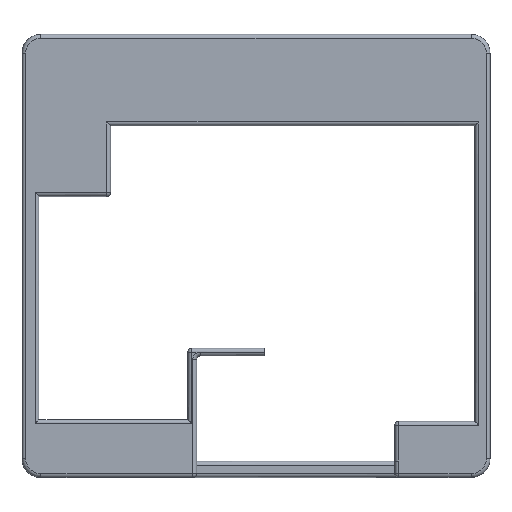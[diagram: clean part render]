
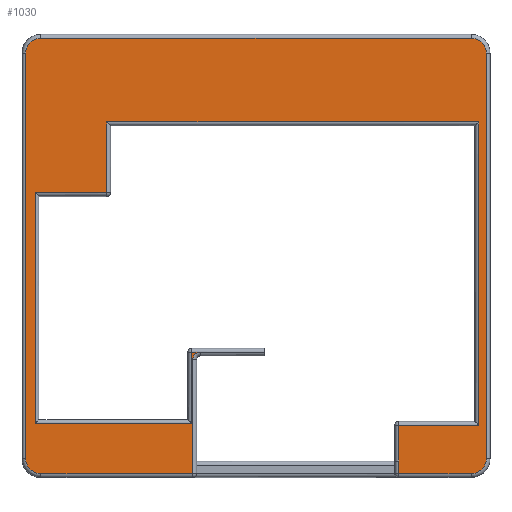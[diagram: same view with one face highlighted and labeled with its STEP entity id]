
A CAD part, top view. The second image highlights one B-rep face of the part: STEP entity #1030.
In plain terms, the highlighted planar face has unit normal (0, 0, 1).
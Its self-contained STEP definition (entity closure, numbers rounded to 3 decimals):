
#842=CARTESIAN_POINT('',(0.,0.,14.51));
#843=DIRECTION('',(0.,0.,1.));
#844=DIRECTION('',(1.,0.,0.));
#845=AXIS2_PLACEMENT_3D('',#842,#843,#844);
#846=PLANE('',#845);
#847=CARTESIAN_POINT('',(151.25,4.779,14.51));
#848=VERTEX_POINT('',#847);
#849=CARTESIAN_POINT('',(191.58,4.779,14.51));
#850=VERTEX_POINT('',#849);
#851=CARTESIAN_POINT('',(151.25,4.779,14.51));
#852=DIRECTION('',(1.,0.,-0.));
#853=VECTOR('',#852,40.33);
#854=LINE('',#851,#853);
#855=EDGE_CURVE('',#848,#850,#854,.T.);
#856=ORIENTED_EDGE('',*,*,#855,.T.);
#857=CARTESIAN_POINT('',(191.58,35.06,14.51));
#858=VERTEX_POINT('',#857);
#859=CARTESIAN_POINT('',(191.58,4.779,14.51));
#860=DIRECTION('',(0.,1.,-0.));
#861=VECTOR('',#860,30.281);
#862=LINE('',#859,#861);
#863=EDGE_CURVE('',#850,#858,#862,.T.);
#864=ORIENTED_EDGE('',*,*,#863,.T.);
#865=CARTESIAN_POINT('',(193.58,37.06,14.51));
#866=VERTEX_POINT('',#865);
#867=CARTESIAN_POINT('',(193.58,35.06,14.51));
#868=DIRECTION('',(-0.,-0.,-1.));
#869=DIRECTION('',(0.,-1.,0.));
#870=AXIS2_PLACEMENT_3D('',#867,#868,#869);
#871=CIRCLE('',#870,2.);
#872=EDGE_CURVE('',#858,#866,#871,.T.);
#873=ORIENTED_EDGE('',*,*,#872,.T.);
#874=CARTESIAN_POINT('',(191.28,37.06,14.51));
#875=VERTEX_POINT('',#874);
#876=CARTESIAN_POINT('',(193.58,37.06,14.51));
#877=DIRECTION('',(-1.,0.,0.));
#878=VECTOR('',#877,2.3);
#879=LINE('',#876,#878);
#880=EDGE_CURVE('',#866,#875,#879,.T.);
#881=ORIENTED_EDGE('',*,*,#880,.T.);
#882=CARTESIAN_POINT('',(191.28,18.153,14.51));
#883=VERTEX_POINT('',#882);
#884=CARTESIAN_POINT('',(191.28,37.06,14.51));
#885=DIRECTION('',(0.,-1.,0.));
#886=VECTOR('',#885,18.907);
#887=LINE('',#884,#886);
#888=EDGE_CURVE('',#875,#883,#887,.T.);
#889=ORIENTED_EDGE('',*,*,#888,.T.);
#890=CARTESIAN_POINT('',(149.75,18.153,14.51));
#891=VERTEX_POINT('',#890);
#892=CARTESIAN_POINT('',(191.28,18.153,14.51));
#893=DIRECTION('',(-1.,0.,-0.));
#894=VECTOR('',#893,41.53);
#895=LINE('',#892,#894);
#896=EDGE_CURVE('',#883,#891,#895,.T.);
#897=ORIENTED_EDGE('',*,*,#896,.T.);
#898=CARTESIAN_POINT('',(149.75,79.543,14.51));
#899=VERTEX_POINT('',#898);
#900=CARTESIAN_POINT('',(149.75,18.153,14.51));
#901=DIRECTION('',(0.,1.,-0.));
#902=VECTOR('',#901,61.39);
#903=LINE('',#900,#902);
#904=EDGE_CURVE('',#891,#899,#903,.T.);
#905=ORIENTED_EDGE('',*,*,#904,.T.);
#906=CARTESIAN_POINT('',(168.75,79.543,14.51));
#907=VERTEX_POINT('',#906);
#908=CARTESIAN_POINT('',(149.75,79.543,14.51));
#909=DIRECTION('',(1.,-0.,-0.));
#910=VECTOR('',#909,19.);
#911=LINE('',#908,#910);
#912=EDGE_CURVE('',#899,#907,#911,.T.);
#913=ORIENTED_EDGE('',*,*,#912,.T.);
#914=CARTESIAN_POINT('',(168.75,98.13,14.51));
#915=VERTEX_POINT('',#914);
#916=CARTESIAN_POINT('',(168.75,79.543,14.51));
#917=DIRECTION('',(0.,1.,-0.));
#918=VECTOR('',#917,18.587);
#919=LINE('',#916,#918);
#920=EDGE_CURVE('',#907,#915,#919,.T.);
#921=ORIENTED_EDGE('',*,*,#920,.T.);
#922=CARTESIAN_POINT('',(267.463,98.13,14.51));
#923=VERTEX_POINT('',#922);
#924=CARTESIAN_POINT('',(168.75,98.13,14.51));
#925=DIRECTION('',(1.,0.,-0.));
#926=VECTOR('',#925,98.713);
#927=LINE('',#924,#926);
#928=EDGE_CURVE('',#915,#923,#927,.T.);
#929=ORIENTED_EDGE('',*,*,#928,.T.);
#930=CARTESIAN_POINT('',(267.463,17.653,14.51));
#931=VERTEX_POINT('',#930);
#932=CARTESIAN_POINT('',(267.463,98.13,14.51));
#933=DIRECTION('',(0.,-1.,0.));
#934=VECTOR('',#933,80.477);
#935=LINE('',#932,#934);
#936=EDGE_CURVE('',#923,#931,#935,.T.);
#937=ORIENTED_EDGE('',*,*,#936,.T.);
#938=CARTESIAN_POINT('',(246.199,17.653,14.51));
#939=VERTEX_POINT('',#938);
#940=CARTESIAN_POINT('',(267.463,17.653,14.51));
#941=DIRECTION('',(-1.,0.,-0.));
#942=VECTOR('',#941,21.264);
#943=LINE('',#940,#942);
#944=EDGE_CURVE('',#931,#939,#943,.T.);
#945=ORIENTED_EDGE('',*,*,#944,.T.);
#946=CARTESIAN_POINT('',(246.212,8.154,14.51));
#947=VERTEX_POINT('',#946);
#948=CARTESIAN_POINT('',(246.199,17.653,14.51));
#949=DIRECTION('',(0.001,-1.,0.));
#950=VECTOR('',#949,9.499);
#951=LINE('',#948,#950);
#952=EDGE_CURVE('',#939,#947,#951,.T.);
#953=ORIENTED_EDGE('',*,*,#952,.T.);
#954=CARTESIAN_POINT('',(246.217,4.779,14.51));
#955=VERTEX_POINT('',#954);
#956=CARTESIAN_POINT('',(246.212,8.154,14.51));
#957=DIRECTION('',(0.001,-1.,0.));
#958=VECTOR('',#957,3.376);
#959=LINE('',#956,#958);
#960=EDGE_CURVE('',#947,#955,#959,.T.);
#961=ORIENTED_EDGE('',*,*,#960,.T.);
#962=CARTESIAN_POINT('',(265.463,4.779,14.51));
#963=VERTEX_POINT('',#962);
#964=CARTESIAN_POINT('',(246.217,4.779,14.51));
#965=DIRECTION('',(1.,0.,-0.));
#966=VECTOR('',#965,19.246);
#967=LINE('',#964,#966);
#968=EDGE_CURVE('',#955,#963,#967,.T.);
#969=ORIENTED_EDGE('',*,*,#968,.T.);
#970=CARTESIAN_POINT('',(269.463,8.779,14.51));
#971=VERTEX_POINT('',#970);
#972=CARTESIAN_POINT('',(265.463,8.779,14.51));
#973=DIRECTION('',(0.,0.,1.));
#974=DIRECTION('',(0.,-1.,0.));
#975=AXIS2_PLACEMENT_3D('',#972,#973,#974);
#976=CIRCLE('',#975,4.);
#977=EDGE_CURVE('',#963,#971,#976,.T.);
#978=ORIENTED_EDGE('',*,*,#977,.T.);
#979=CARTESIAN_POINT('',(269.463,116.383,14.51));
#980=VERTEX_POINT('',#979);
#981=CARTESIAN_POINT('',(269.463,8.779,14.51));
#982=DIRECTION('',(0.,1.,-0.));
#983=VECTOR('',#982,107.604);
#984=LINE('',#981,#983);
#985=EDGE_CURVE('',#971,#980,#984,.T.);
#986=ORIENTED_EDGE('',*,*,#985,.T.);
#987=CARTESIAN_POINT('',(265.463,120.383,14.51));
#988=VERTEX_POINT('',#987);
#989=CARTESIAN_POINT('',(265.463,116.383,14.51));
#990=DIRECTION('',(0.,0.,1.));
#991=DIRECTION('',(0.,-1.,0.));
#992=AXIS2_PLACEMENT_3D('',#989,#990,#991);
#993=CIRCLE('',#992,4.);
#994=EDGE_CURVE('',#980,#988,#993,.T.);
#995=ORIENTED_EDGE('',*,*,#994,.T.);
#996=CARTESIAN_POINT('',(151.25,120.383,14.51));
#997=VERTEX_POINT('',#996);
#998=CARTESIAN_POINT('',(265.463,120.383,14.51));
#999=DIRECTION('',(-1.,-0.,0.));
#1000=VECTOR('',#999,114.213);
#1001=LINE('',#998,#1000);
#1002=EDGE_CURVE('',#988,#997,#1001,.T.);
#1003=ORIENTED_EDGE('',*,*,#1002,.T.);
#1004=CARTESIAN_POINT('',(147.25,116.383,14.51));
#1005=VERTEX_POINT('',#1004);
#1006=CARTESIAN_POINT('',(151.25,116.383,14.51));
#1007=DIRECTION('',(0.,0.,1.));
#1008=DIRECTION('',(0.,-1.,0.));
#1009=AXIS2_PLACEMENT_3D('',#1006,#1007,#1008);
#1010=CIRCLE('',#1009,4.);
#1011=EDGE_CURVE('',#997,#1005,#1010,.T.);
#1012=ORIENTED_EDGE('',*,*,#1011,.T.);
#1013=CARTESIAN_POINT('',(147.25,8.779,14.51));
#1014=VERTEX_POINT('',#1013);
#1015=CARTESIAN_POINT('',(147.25,116.383,14.51));
#1016=DIRECTION('',(0.,-1.,0.));
#1017=VECTOR('',#1016,107.604);
#1018=LINE('',#1015,#1017);
#1019=EDGE_CURVE('',#1005,#1014,#1018,.T.);
#1020=ORIENTED_EDGE('',*,*,#1019,.T.);
#1021=CARTESIAN_POINT('',(151.25,8.779,14.51));
#1022=DIRECTION('',(0.,0.,1.));
#1023=DIRECTION('',(0.,-1.,0.));
#1024=AXIS2_PLACEMENT_3D('',#1021,#1022,#1023);
#1025=CIRCLE('',#1024,4.);
#1026=EDGE_CURVE('',#1014,#848,#1025,.T.);
#1027=ORIENTED_EDGE('',*,*,#1026,.T.);
#1028=EDGE_LOOP('',(#856,#864,#873,#881,#889,#897,#905,#913,#921,#929,#937,#945,#953,#961,#969,#978,#986,#995,#1003,#1012,#1020,#1027));
#1029=FACE_BOUND('',#1028,.T.);
#1030=ADVANCED_FACE('',(#1029),#846,.T.);
